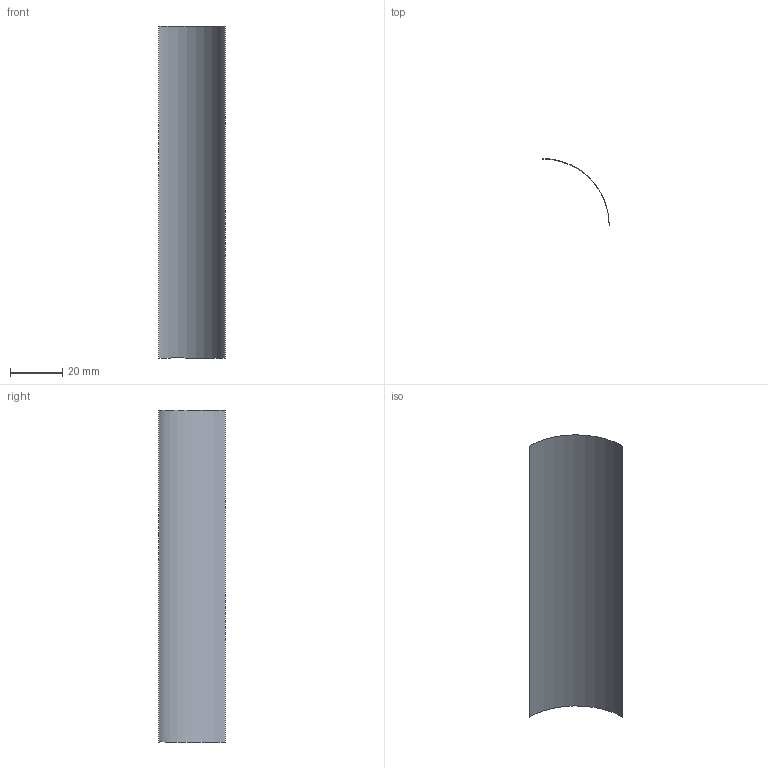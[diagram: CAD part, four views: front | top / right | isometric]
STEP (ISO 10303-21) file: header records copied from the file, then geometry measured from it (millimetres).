
FILE_DESCRIPTION((''),'2;1');
FILE_NAME('step/c2-tu-203.stp','2001-05-11T10:31:38+01:00',(' '),(' '),'THEOREM SOLUTIONS UG -> AP203 IS PREPROCESSOR 5.0.001','Unigraphics',' ');
FILE_SCHEMA(('ccd_cla_gvp_ast'));
Length unit declared in the file: inch
Products named in the file (1): MASTER
Bounding box: 25.4 x 25.4 x 127 mm (x, y, z)
Surface area: 5067.1 mm2 (no closed solid volume)
Topology: 0 solids, 1 shells, 1 faces, 6 edges, 8 vertices
Faces by surface type: cylinder 1
Entity records: 184 total; most frequent: CARTESIAN_POINT 31, DIRECTION 14, AXIS2_PLACEMENT_3D 10, PERSON_AND_ORGANIZATION_ROLE 5, CC_DESIGN_PERSON_AND_ORGANIZATION_ASSIGNMENT 5, DATE_TIME_ROLE 5, CC_DESIGN_DATE_AND_TIME_ASSIGNMENT 5, PRESENTATION_STYLE_ASSIGNMENT 5
